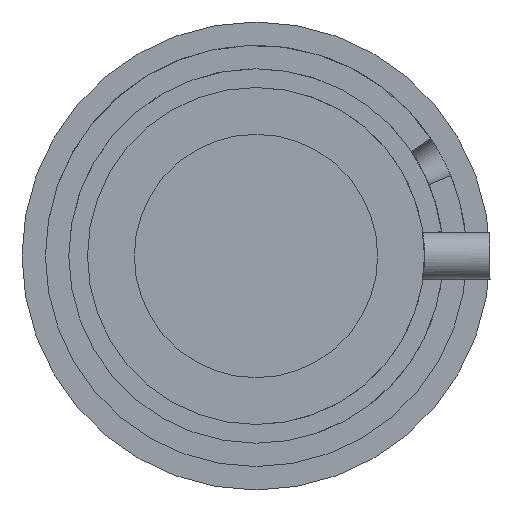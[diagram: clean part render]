
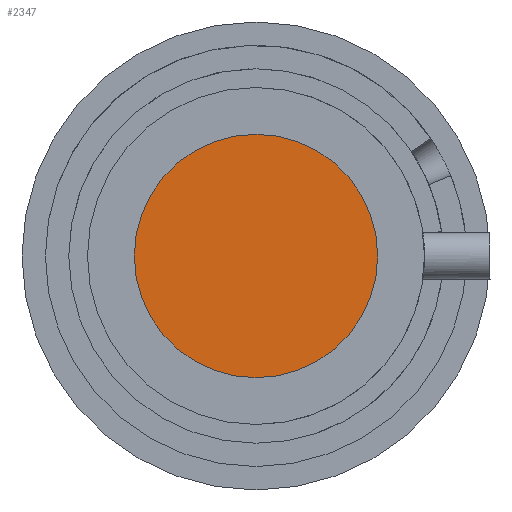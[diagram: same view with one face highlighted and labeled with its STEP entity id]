
A CAD part, front view. The second image highlights one B-rep face of the part: STEP entity #2347.
In plain terms, the highlighted planar face has unit normal (0, -1, 0).
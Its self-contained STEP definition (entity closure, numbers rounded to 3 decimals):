
#111 = DIRECTION ( 'NONE',  ( 0., 0., 1. ) ) ;
#372 = FACE_OUTER_BOUND ( 'NONE', #1735, .T. ) ;
#394 = CARTESIAN_POINT ( 'NONE',  ( 0., 35., 0. ) ) ;
#489 = ORIENTED_EDGE ( 'NONE', *, *, #1565, .F. ) ;
#583 = CARTESIAN_POINT ( 'NONE',  ( 0., 35., 0. ) ) ;
#717 = ORIENTED_EDGE ( 'NONE', *, *, #890, .F. ) ;
#889 = CIRCLE ( 'NONE', #1593, 13. ) ;
#890 = EDGE_CURVE ( 'NONE', #1190, #1461, #889, .T. ) ;
#898 = CIRCLE ( 'NONE', #1715, 13. ) ;
#1109 = DIRECTION ( 'NONE',  ( 0., 0., 1. ) ) ;
#1190 = VERTEX_POINT ( 'NONE', #2644 ) ;
#1333 = PLANE ( 'NONE',  #1456 ) ;
#1456 = AXIS2_PLACEMENT_3D ( 'NONE', #1600, #1556, #1109 ) ;
#1461 = VERTEX_POINT ( 'NONE', #1794 ) ;
#1556 = DIRECTION ( 'NONE',  ( 0., 1., 0. ) ) ;
#1565 = EDGE_CURVE ( 'NONE', #1461, #1190, #898, .T. ) ;
#1593 = AXIS2_PLACEMENT_3D ( 'NONE', #583, #2724, #111 ) ;
#1600 = CARTESIAN_POINT ( 'NONE',  ( 0., 35., 0. ) ) ;
#1715 = AXIS2_PLACEMENT_3D ( 'NONE', #394, #1985, #2233 ) ;
#1735 = EDGE_LOOP ( 'NONE', ( #489, #717 ) ) ;
#1794 = CARTESIAN_POINT ( 'NONE',  ( 0., 35., -13. ) ) ;
#1985 = DIRECTION ( 'NONE',  ( 0., 1., 0. ) ) ;
#2233 = DIRECTION ( 'NONE',  ( 0., 0., 1. ) ) ;
#2347 = ADVANCED_FACE ( 'NONE', ( #372 ), #1333, .F. ) ;
#2644 = CARTESIAN_POINT ( 'NONE',  ( 0., 35., 13. ) ) ;
#2724 = DIRECTION ( 'NONE',  ( 0., 1., 0. ) ) ;
